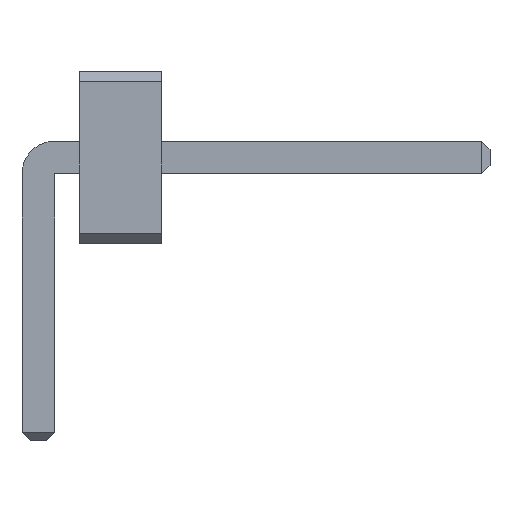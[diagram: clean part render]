
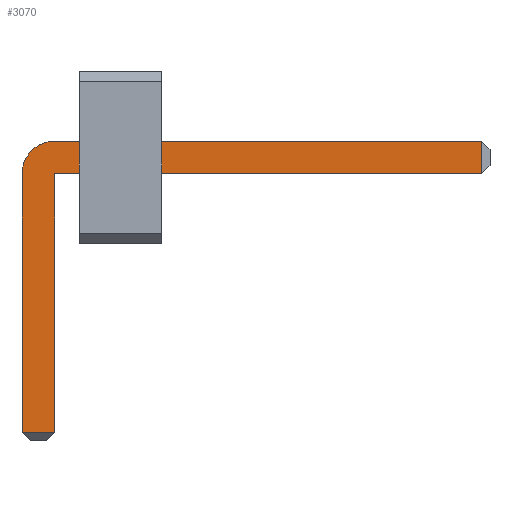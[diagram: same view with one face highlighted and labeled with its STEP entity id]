
A CAD part, front view. The second image highlights one B-rep face of the part: STEP entity #3070.
In plain terms, the highlighted planar face has unit normal (0, -1, 0).
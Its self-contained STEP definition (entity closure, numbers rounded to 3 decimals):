
#13=DIRECTION('',(0.,0.,1.));
#27=VECTOR('',#28,1.);
#28=DIRECTION('',(1.,0.,0.));
#1354=VECTOR('',#13,1.);
#2844=DIRECTION('',(0.,0.,-1.));
#2881=VECTOR('',#2844,1.);
#2888=VECTOR('',#2889,1.);
#2889=DIRECTION('',(-1.,0.,0.));
#2910=DIRECTION('',(-0.,1.,0.));
#2914=DIRECTION('',(0.,1.,0.));
#2915=DIRECTION('',(1.,0.,0.));
#2922=VERTEX_POINT('',#2923);
#2923=CARTESIAN_POINT('',(0.2,-28.14,1.25));
#2925=ORIENTED_EDGE('',*,*,#2926,.T.);
#2926=EDGE_CURVE('',#2922,#2927,#2929,.T.);
#2927=VERTEX_POINT('',#2928);
#2928=CARTESIAN_POINT('',(5.4,-28.14,1.25));
#2929=LINE('',#2930,#27);
#2930=CARTESIAN_POINT('',(-0.2,-28.14,1.25));
#2966=EDGE_CURVE('',#2967,#2922,#2969,.T.);
#2967=VERTEX_POINT('',#2968);
#2968=CARTESIAN_POINT('',(-0.2,-28.14,0.85));
#2969=CIRCLE('',#2970,0.4);
#2970=AXIS2_PLACEMENT_3D('',#2971,#2910,#2844);
#2971=CARTESIAN_POINT('',(0.2,-28.14,0.85));
#2983=VERTEX_POINT('',#2984);
#2984=CARTESIAN_POINT('',(5.4,-28.14,0.85));
#2986=ORIENTED_EDGE('',*,*,#2987,.T.);
#2987=EDGE_CURVE('',#2983,#2988,#2989,.T.);
#2988=VERTEX_POINT('',#2971);
#2989=LINE('',#2990,#2888);
#2990=CARTESIAN_POINT('',(5.5,-28.14,0.85));
#3002=VERTEX_POINT('',#3003);
#3003=CARTESIAN_POINT('',(-0.2,-28.14,-2.3));
#3005=ORIENTED_EDGE('',*,*,#3006,.T.);
#3006=EDGE_CURVE('',#3002,#2967,#3007,.T.);
#3007=LINE('',#3008,#1354);
#3008=CARTESIAN_POINT('',(-0.2,-28.14,-2.4));
#3016=ORIENTED_EDGE('',*,*,#3017,.T.);
#3017=EDGE_CURVE('',#2988,#3018,#3020,.T.);
#3018=VERTEX_POINT('',#3019);
#3019=CARTESIAN_POINT('',(0.2,-28.14,-2.3));
#3020=LINE('',#2971,#2881);
#3070=ADVANCED_FACE('',(#3071),#3080,.F.);
#3071=FACE_BOUND('',#3072,.F.);
#3072=EDGE_LOOP('',(#2925,#3073,#2986,#3016,#3076,#3005,#3079));
#3073=ORIENTED_EDGE('',*,*,#3074,.T.);
#3074=EDGE_CURVE('',#2927,#2983,#3075,.T.);
#3075=LINE('',#2928,#2881);
#3076=ORIENTED_EDGE('',*,*,#3077,.T.);
#3077=EDGE_CURVE('',#3018,#3002,#3078,.T.);
#3078=LINE('',#3019,#2888);
#3079=ORIENTED_EDGE('',*,*,#2966,.T.);
#3080=PLANE('',#3081);
#3081=AXIS2_PLACEMENT_3D('',#3082,#2914,#2915);
#3082=CARTESIAN_POINT('',(1.729,-28.14,0.346));
